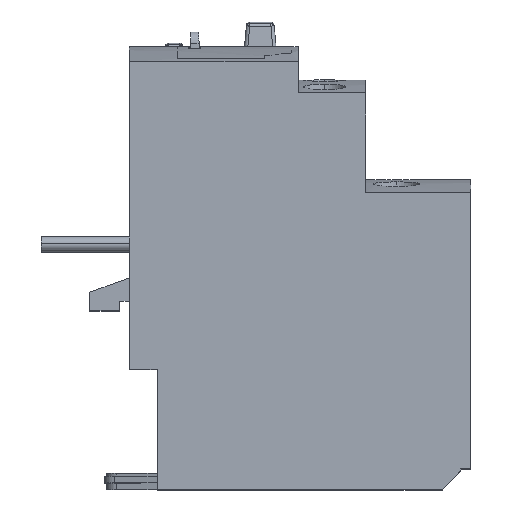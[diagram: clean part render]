
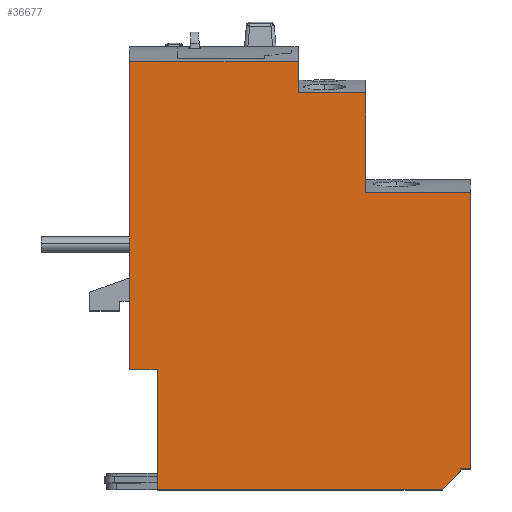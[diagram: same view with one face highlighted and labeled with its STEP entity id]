
A CAD part, top view. The second image highlights one B-rep face of the part: STEP entity #36677.
In plain terms, the highlighted planar face has unit normal (0, 0, 1).
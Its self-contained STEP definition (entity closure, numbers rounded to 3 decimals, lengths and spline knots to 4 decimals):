
#1311 = LINE ( 'NONE', #9264, #39720 ) ;
#1580 = EDGE_CURVE ( 'NONE', #38830, #28486, #34978, .T. ) ;
#1657 = CARTESIAN_POINT ( 'NONE',  ( 0.1644, 0., 0.9205 ) ) ;
#2381 = DIRECTION ( 'NONE',  ( 0., 1., 0. ) ) ;
#2716 = ORIENTED_EDGE ( 'NONE', *, *, #1580, .F. ) ;
#3737 = LINE ( 'NONE', #44459, #16784 ) ;
#4167 = CARTESIAN_POINT ( 'NONE',  ( 1.4026, 1.7626, 0.9205 ) ) ;
#4502 = DIRECTION ( 'NONE',  ( 1., 0., 0. ) ) ;
#4729 = LINE ( 'NONE', #25560, #42611 ) ;
#4828 = ORIENTED_EDGE ( 'NONE', *, *, #7495, .T. ) ;
#5349 = VECTOR ( 'NONE', #8895, 39.3701 ) ;
#5885 = ORIENTED_EDGE ( 'NONE', *, *, #33212, .T. ) ;
#6105 = ORIENTED_EDGE ( 'NONE', *, *, #31014, .T. ) ;
#6251 = CARTESIAN_POINT ( 'NONE',  ( 0.0856, 0.6358, 0.9205 ) ) ;
#6667 = AXIS2_PLACEMENT_3D ( 'NONE', #6251, #34184, #16773 ) ;
#6685 = ORIENTED_EDGE ( 'NONE', *, *, #19300, .T. ) ;
#6943 = CARTESIAN_POINT ( 'NONE',  ( 0., 0.7146, 0.9205 ) ) ;
#6950 = VERTEX_POINT ( 'NONE', #11254 ) ;
#7053 = DIRECTION ( 'NONE',  ( 1., 0., 0. ) ) ;
#7282 = CARTESIAN_POINT ( 'NONE',  ( 1.4026, 1.7626, 0.9205 ) ) ;
#7495 = EDGE_CURVE ( 'NONE', #33791, #27015, #30781, .T. ) ;
#7782 = VERTEX_POINT ( 'NONE', #9739 ) ;
#8581 = VECTOR ( 'NONE', #44253, 39.3701 ) ;
#8663 = VERTEX_POINT ( 'NONE', #43616 ) ;
#8715 = CARTESIAN_POINT ( 'NONE',  ( 1.003, 2.5392, 0.9205 ) ) ;
#8754 = ORIENTED_EDGE ( 'NONE', *, *, #15874, .T. ) ;
#8895 = DIRECTION ( 'NONE',  ( 1., 0., 0. ) ) ;
#9264 = CARTESIAN_POINT ( 'NONE',  ( 2.0276, 0.122, 0.9205 ) ) ;
#9739 = CARTESIAN_POINT ( 'NONE',  ( 2.0276, 0.122, 0.9205 ) ) ;
#10273 = CARTESIAN_POINT ( 'NONE',  ( 1.9665, 0.1102, 0.9205 ) ) ;
#10456 = LINE ( 'NONE', #17541, #27024 ) ;
#11035 = DIRECTION ( 'NONE',  ( 0.707, 0.707, 0. ) ) ;
#11254 = CARTESIAN_POINT ( 'NONE',  ( 1.4026, 2.3551, 0.9205 ) ) ;
#13176 = CARTESIAN_POINT ( 'NONE',  ( 0., 2.5392, 0.9205 ) ) ;
#13655 = CARTESIAN_POINT ( 'NONE',  ( 0.1644, 0.6358, 0.9205 ) ) ;
#14468 = LINE ( 'NONE', #28438, #19511 ) ;
#14516 = VECTOR ( 'NONE', #37836, 39.3701 ) ;
#15874 = EDGE_CURVE ( 'NONE', #42400, #44333, #27851, .T. ) ;
#16612 = ORIENTED_EDGE ( 'NONE', *, *, #39436, .F. ) ;
#16773 = DIRECTION ( 'NONE',  ( -1., 0., 0. ) ) ;
#16784 = VECTOR ( 'NONE', #34197, 39.3701 ) ;
#17007 = EDGE_CURVE ( 'NONE', #27015, #7782, #10456, .T. ) ;
#17541 = CARTESIAN_POINT ( 'NONE',  ( 1.9665, 0.122, 0.9205 ) ) ;
#17985 = EDGE_CURVE ( 'NONE', #38830, #6950, #3737, .T. ) ;
#18161 = VECTOR ( 'NONE', #21224, 39.3701 ) ;
#18955 = ORIENTED_EDGE ( 'NONE', *, *, #17985, .T. ) ;
#19139 = EDGE_LOOP ( 'NONE', ( #5885, #8754, #6685, #6105, #4828, #43314, #22487, #2716, #18955, #37809, #26529, #16612, #38631 ) ) ;
#19300 = EDGE_CURVE ( 'NONE', #44333, #38376, #39872, .T. ) ;
#19301 = VECTOR ( 'NONE', #20074, 39.3701 ) ;
#19511 = VECTOR ( 'NONE', #11035, 39.3701 ) ;
#19779 = VERTEX_POINT ( 'NONE', #8715 ) ;
#20074 = DIRECTION ( 'NONE',  ( 0., 1., 0. ) ) ;
#20287 = DIRECTION ( 'NONE',  ( 0., -1., 0. ) ) ;
#20467 = CARTESIAN_POINT ( 'NONE',  ( 1.9665, 0.1102, 0.9205 ) ) ;
#21224 = DIRECTION ( 'NONE',  ( 0., -1., 0. ) ) ;
#21914 = VECTOR ( 'NONE', #20287, 39.3701 ) ;
#22487 = ORIENTED_EDGE ( 'NONE', *, *, #25561, .T. ) ;
#23289 = CARTESIAN_POINT ( 'NONE',  ( 1.8563, 0., 0.9205 ) ) ;
#24420 = DIRECTION ( 'NONE',  ( 1., 0., 0. ) ) ;
#25124 = LINE ( 'NONE', #39076, #18161 ) ;
#25150 = CARTESIAN_POINT ( 'NONE',  ( 1.003, 2.3551, 0.9205 ) ) ;
#25560 = CARTESIAN_POINT ( 'NONE',  ( 1.003, 2.3551, 0.9205 ) ) ;
#25561 = EDGE_CURVE ( 'NONE', #7782, #28486, #1311, .T. ) ;
#26520 = LINE ( 'NONE', #26744, #5349 ) ;
#26529 = ORIENTED_EDGE ( 'NONE', *, *, #42411, .T. ) ;
#26744 = CARTESIAN_POINT ( 'NONE',  ( -0.5252, 2.5392, 0.9205 ) ) ;
#26953 = CARTESIAN_POINT ( 'NONE',  ( 0.1644, 0.7146, 0.9205 ) ) ;
#27015 = VERTEX_POINT ( 'NONE', #29198 ) ;
#27024 = VECTOR ( 'NONE', #24420, 39.3701 ) ;
#27096 = LINE ( 'NONE', #6943, #14516 ) ;
#27851 = LINE ( 'NONE', #13655, #21914 ) ;
#28438 = CARTESIAN_POINT ( 'NONE',  ( 1.8563, 0., 0.9205 ) ) ;
#28486 = VERTEX_POINT ( 'NONE', #43565 ) ;
#29198 = CARTESIAN_POINT ( 'NONE',  ( 1.9665, 0.122, 0.9205 ) ) ;
#29826 = DIRECTION ( 'NONE',  ( 1., 0., 0. ) ) ;
#30365 = VERTEX_POINT ( 'NONE', #25150 ) ;
#30781 = LINE ( 'NONE', #20467, #8581 ) ;
#31014 = EDGE_CURVE ( 'NONE', #38376, #33791, #14468, .T. ) ;
#32946 = EDGE_CURVE ( 'NONE', #36273, #8663, #25124, .T. ) ;
#33212 = EDGE_CURVE ( 'NONE', #8663, #42400, #27096, .T. ) ;
#33791 = VERTEX_POINT ( 'NONE', #10273 ) ;
#34184 = DIRECTION ( 'NONE',  ( 0., 0., -1. ) ) ;
#34197 = DIRECTION ( 'NONE',  ( 0., 1., 0. ) ) ;
#34978 = LINE ( 'NONE', #7282, #38952 ) ;
#36273 = VERTEX_POINT ( 'NONE', #13176 ) ;
#36677 = ADVANCED_FACE ( 'NONE', ( #37374 ), #38285, .F. ) ;
#37374 = FACE_OUTER_BOUND ( 'NONE', #19139, .T. ) ;
#37809 = ORIENTED_EDGE ( 'NONE', *, *, #39656, .F. ) ;
#37836 = DIRECTION ( 'NONE',  ( 1., 0., 0. ) ) ;
#38285 = PLANE ( 'NONE',  #6667 ) ;
#38376 = VERTEX_POINT ( 'NONE', #23289 ) ;
#38631 = ORIENTED_EDGE ( 'NONE', *, *, #32946, .T. ) ;
#38830 = VERTEX_POINT ( 'NONE', #4167 ) ;
#38952 = VECTOR ( 'NONE', #7053, 39.3701 ) ;
#39076 = CARTESIAN_POINT ( 'NONE',  ( 0., 2.6307, 0.9205 ) ) ;
#39436 = EDGE_CURVE ( 'NONE', #36273, #19779, #26520, .T. ) ;
#39656 = EDGE_CURVE ( 'NONE', #30365, #6950, #4729, .T. ) ;
#39720 = VECTOR ( 'NONE', #2381, 39.3701 ) ;
#39872 = LINE ( 'NONE', #1657, #41449 ) ;
#40902 = LINE ( 'NONE', #43872, #19301 ) ;
#41449 = VECTOR ( 'NONE', #29826, 39.3701 ) ;
#42400 = VERTEX_POINT ( 'NONE', #26953 ) ;
#42411 = EDGE_CURVE ( 'NONE', #30365, #19779, #40902, .T. ) ;
#42611 = VECTOR ( 'NONE', #4502, 39.3701 ) ;
#43314 = ORIENTED_EDGE ( 'NONE', *, *, #17007, .T. ) ;
#43369 = CARTESIAN_POINT ( 'NONE',  ( 0.1644, 0., 0.9205 ) ) ;
#43565 = CARTESIAN_POINT ( 'NONE',  ( 2.0276, 1.7626, 0.9205 ) ) ;
#43616 = CARTESIAN_POINT ( 'NONE',  ( 0., 0.7146, 0.9205 ) ) ;
#43872 = CARTESIAN_POINT ( 'NONE',  ( 1.003, 2.4339, 0.9205 ) ) ;
#44253 = DIRECTION ( 'NONE',  ( 0., 1., 0. ) ) ;
#44333 = VERTEX_POINT ( 'NONE', #43369 ) ;
#44459 = CARTESIAN_POINT ( 'NONE',  ( 1.4026, 1.8413, 0.9205 ) ) ;
